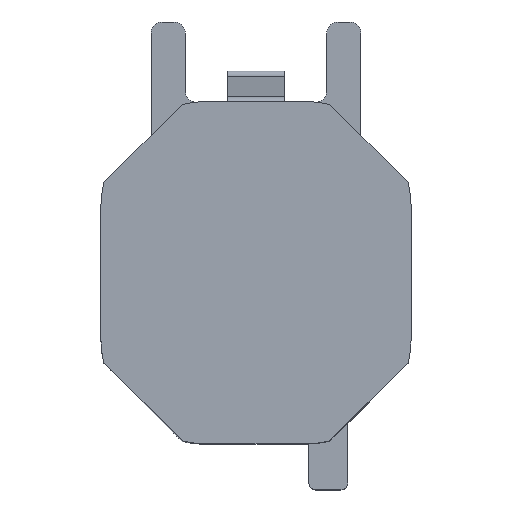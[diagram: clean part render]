
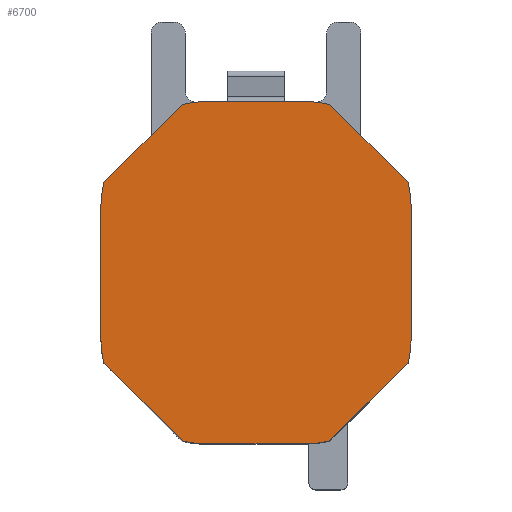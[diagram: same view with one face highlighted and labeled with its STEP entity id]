
A CAD part, top view. The second image highlights one B-rep face of the part: STEP entity #6700.
In plain terms, the highlighted planar face has unit normal (0, 0, 1).
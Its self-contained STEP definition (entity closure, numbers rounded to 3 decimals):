
#4190=CARTESIAN_POINT('',(5.438,2.85,32.483));
#4200=VERTEX_POINT('',#4190);
#4370=CARTESIAN_POINT('',(5.438,-2.85,32.483));
#4380=VERTEX_POINT('',#4370);
#4410=CARTESIAN_POINT('',(5.438,-1.281,
32.483));
#4420=DIRECTION('',(0.,-1.,0.));
#4430=VECTOR('',#4420,1.);
#4440=LINE('',#4410,#4430);
#4450=EDGE_CURVE('',#4200,#4380,#4440,.T.);
#4550=CARTESIAN_POINT('',(-5.692,-14.937,
32.464));
#4560=DIRECTION('',(0.707,0.707,
0.001));
#4570=VECTOR('',#4560,1.);
#4580=LINE('',#4550,#4570);
#4590=CARTESIAN_POINT('',(1.873,-7.372,
32.477));
#4600=VERTEX_POINT('',#4590);
#4610=CARTESIAN_POINT('',(5.31,-3.935,
32.483));
#4620=VERTEX_POINT('',#4610);
#4630=EDGE_CURVE('',#4600,#4620,#4580,.T.);
#5450=CARTESIAN_POINT('',(2.681,-3.554,
32.478));
#5460=DIRECTION('',(-0.002,0.,
1.));
#5470=DIRECTION('',(1.,0.,
0.002));
#5480=AXIS2_PLACEMENT_3D('',#5450,#5460,#5470);
#5490=PLANE('',#5480);
#5500=CARTESIAN_POINT('',(-5.692,7.5,32.464));
#5510=DIRECTION('',(1.,0.,0.002));
#5520=VECTOR('',#5510,1.);
#5530=LINE('',#5500,#5520);
#5540=CARTESIAN_POINT('',(-3.512,7.5,32.468));
#5550=VERTEX_POINT('',#5540);
#5560=CARTESIAN_POINT('',(0.788,7.5,32.475));
#5570=VERTEX_POINT('',#5560);
#5580=EDGE_CURVE('',#5550,#5570,#5530,.T.);
#5590=ORIENTED_EDGE('',*,*,#5580,.F.);
#5600=CARTESIAN_POINT('',(0.788,2.85,32.475));
#5610=DIRECTION('',(0.002,0.,-1.));
#5620=DIRECTION('',(0.,-1.,-0.));
#5630=AXIS2_PLACEMENT_3D('',#5600,#5610,#5620);
#5640=CIRCLE('',#5630,4.65);
#5650=CARTESIAN_POINT('',(1.873,7.372,
32.477));
#5660=VERTEX_POINT('',#5650);
#5670=EDGE_CURVE('',#5570,#5660,#5640,.T.);
#5680=ORIENTED_EDGE('',*,*,#5670,.F.);
#5690=CARTESIAN_POINT('',(-5.692,14.937,
32.464));
#5700=DIRECTION('',(-0.707,0.707,
-0.001));
#5710=VECTOR('',#5700,1.);
#5720=LINE('',#5690,#5710);
#5730=CARTESIAN_POINT('',(5.31,3.935,
32.483));
#5740=VERTEX_POINT('',#5730);
#5750=EDGE_CURVE('',#5740,#5660,#5720,.T.);
#5760=ORIENTED_EDGE('',*,*,#5750,.T.);
#5770=CARTESIAN_POINT('',(0.788,2.85,32.475));
#5780=DIRECTION('',(0.002,0.,-1.));
#5790=DIRECTION('',(0.,-1.,-0.));
#5800=AXIS2_PLACEMENT_3D('',#5770,#5780,#5790);
#5810=CIRCLE('',#5800,4.65);
#5820=EDGE_CURVE('',#5740,#4200,#5810,.T.);
#5830=ORIENTED_EDGE('',*,*,#5820,.F.);
#5840=ORIENTED_EDGE('',*,*,#4450,.F.);
#5850=CARTESIAN_POINT('',(0.788,-2.85,32.475));
#5860=DIRECTION('',(-0.002,0.,1.));
#5870=DIRECTION('',(0.,1.,0.));
#5880=AXIS2_PLACEMENT_3D('',#5850,#5860,#5870);
#5890=CIRCLE('',#5880,4.65);
#5900=EDGE_CURVE('',#4620,#4380,#5890,.T.);
#5910=ORIENTED_EDGE('',*,*,#5900,.T.);
#5920=ORIENTED_EDGE('',*,*,#4630,.T.);
#5930=CARTESIAN_POINT('',(0.788,-2.85,32.475));
#5940=DIRECTION('',(-0.002,0.,1.));
#5950=DIRECTION('',(0.,1.,0.));
#5960=AXIS2_PLACEMENT_3D('',#5930,#5940,#5950);
#5970=CIRCLE('',#5960,4.65);
#5980=CARTESIAN_POINT('',(0.788,-7.5,32.475));
#5990=VERTEX_POINT('',#5980);
#6000=EDGE_CURVE('',#5990,#4600,#5970,.T.);
#6010=ORIENTED_EDGE('',*,*,#6000,.T.);
#6020=CARTESIAN_POINT('',(-5.692,-7.5,32.464));
#6030=DIRECTION('',(1.,0.,0.002));
#6040=VECTOR('',#6030,1.);
#6050=LINE('',#6020,#6040);
#6060=CARTESIAN_POINT('',(-3.512,-7.5,32.468));
#6070=VERTEX_POINT('',#6060);
#6080=EDGE_CURVE('',#6070,#5990,#6050,.T.);
#6090=ORIENTED_EDGE('',*,*,#6080,.T.);
#6100=CARTESIAN_POINT('',(-3.512,-2.85,32.468));
#6110=DIRECTION('',(0.002,0.,-1.));
#6120=DIRECTION('',(0.,-1.,-0.));
#6130=AXIS2_PLACEMENT_3D('',#6100,#6110,#6120);
#6140=CIRCLE('',#6130,4.65);
#6150=CARTESIAN_POINT('',(-4.597,-7.372,
32.466));
#6160=VERTEX_POINT('',#6150);
#6170=EDGE_CURVE('',#6070,#6160,#6140,.T.);
#6180=ORIENTED_EDGE('',*,*,#6170,.F.);
#6190=CARTESIAN_POINT('',(-5.692,-6.276,
32.464));
#6200=DIRECTION('',(0.707,-0.707,
0.001));
#6210=VECTOR('',#6200,1.);
#6220=LINE('',#6190,#6210);
#6230=CARTESIAN_POINT('',(-8.033,-3.935,
32.46));
#6240=VERTEX_POINT('',#6230);
#6250=EDGE_CURVE('',#6240,#6160,#6220,.T.);
#6260=ORIENTED_EDGE('',*,*,#6250,.T.);
#6270=CARTESIAN_POINT('',(-3.512,-2.85,32.468));
#6280=DIRECTION('',(0.002,0.,-1.));
#6290=DIRECTION('',(0.,-1.,-0.));
#6300=AXIS2_PLACEMENT_3D('',#6270,#6280,#6290);
#6310=CIRCLE('',#6300,4.65);
#6320=CARTESIAN_POINT('',(-8.162,-2.85,32.46));
#6330=VERTEX_POINT('',#6320);
#6340=EDGE_CURVE('',#6240,#6330,#6310,.T.);
#6350=ORIENTED_EDGE('',*,*,#6340,.F.);
#6360=CARTESIAN_POINT('',(-8.162,-1.281,
32.46));
#6370=DIRECTION('',(0.,1.,0.));
#6380=VECTOR('',#6370,1.);
#6390=LINE('',#6360,#6380);
#6400=CARTESIAN_POINT('',(-8.162,2.85,32.46));
#6410=VERTEX_POINT('',#6400);
#6420=EDGE_CURVE('',#6330,#6410,#6390,.T.);
#6430=ORIENTED_EDGE('',*,*,#6420,.F.);
#6440=CARTESIAN_POINT('',(-3.512,2.85,32.468));
#6450=DIRECTION('',(0.002,0.,-1.));
#6460=DIRECTION('',(0.,-1.,-0.));
#6470=AXIS2_PLACEMENT_3D('',#6440,#6450,#6460);
#6480=CIRCLE('',#6470,4.65);
#6490=CARTESIAN_POINT('',(-8.033,3.935,
32.46));
#6500=VERTEX_POINT('',#6490);
#6510=EDGE_CURVE('',#6410,#6500,#6480,.T.);
#6520=ORIENTED_EDGE('',*,*,#6510,.F.);
#6530=CARTESIAN_POINT('',(-13.249,-1.281,
32.451));
#6540=DIRECTION('',(-0.707,-0.707,
-0.001));
#6550=VECTOR('',#6540,1.);
#6560=LINE('',#6530,#6550);
#6570=CARTESIAN_POINT('',(-4.597,7.372,
32.466));
#6580=VERTEX_POINT('',#6570);
#6590=EDGE_CURVE('',#6580,#6500,#6560,.T.);
#6600=ORIENTED_EDGE('',*,*,#6590,.T.);
#6610=CARTESIAN_POINT('',(-3.512,2.85,32.468));
#6620=DIRECTION('',(0.002,0.,-1.));
#6630=DIRECTION('',(0.,-1.,-0.));
#6640=AXIS2_PLACEMENT_3D('',#6610,#6620,#6630);
#6650=CIRCLE('',#6640,4.65);
#6660=EDGE_CURVE('',#6580,#5550,#6650,.T.);
#6670=ORIENTED_EDGE('',*,*,#6660,.F.);
#6680=EDGE_LOOP('',(#6670,#6600,#6520,#6430,#6350,#6260,#6180,#6090,
#6010,#5920,#5910,#5840,#5830,#5760,#5680,#5590));
#6690=FACE_OUTER_BOUND('',#6680,.T.);
#6700=ADVANCED_FACE('',(#6690),#5490,.T.);
